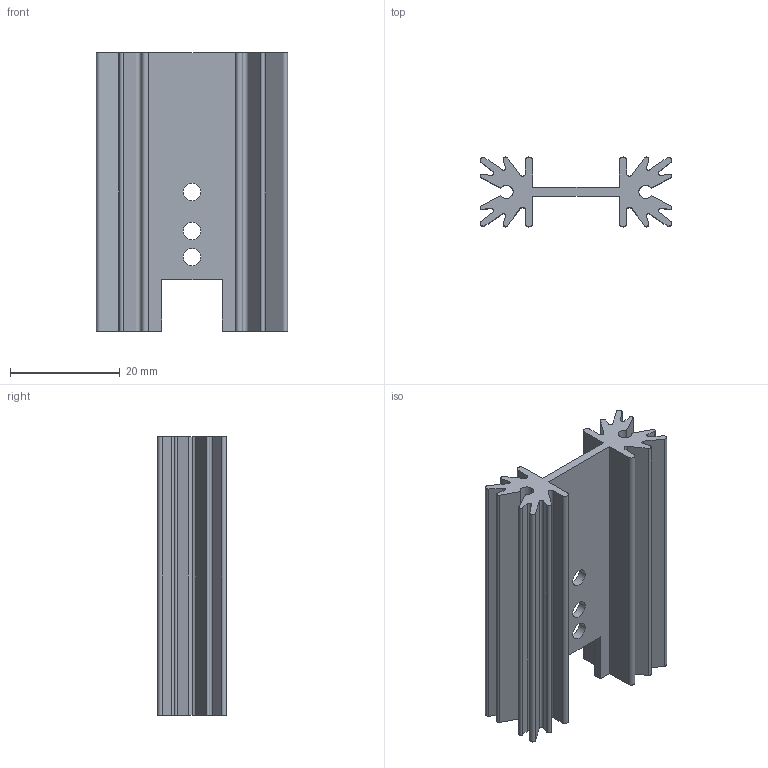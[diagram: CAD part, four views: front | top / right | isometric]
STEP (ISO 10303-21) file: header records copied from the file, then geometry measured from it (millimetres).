
FILE_DESCRIPTION(('FreeCAD Model'),'2;1');
FILE_NAME('Open CASCADE Shape Model','2025-06-11T18:09:03',( 'kicad StepUp'),('ksu MCAD'),'Open CASCADE STEP processor 7.7', 'FreeCAD','Unknown');
FILE_SCHEMA(('AUTOMOTIVE_DESIGN { 1 0 10303 214 1 1 1 1 }'));
Length unit declared in the file: millimetre
Products named in the file (1): Heatsink_AAVID_Extruded_531202B00000G_34.9x12.7mm_H50.8mm
Bounding box: 34.92 x 12.7 x 50.8 mm (x, y, z)
Volume: 8354.1 mm3; surface area: 9280 mm2
Topology: 1 solids, 1 shells, 75 faces, 219 edges, 146 vertices
Faces by surface type: plane 40, cylinder 35
Full cylindrical faces by diameter (mm): 3.18 x3
Entity records: 2537 total; most frequent: CARTESIAN_POINT 441, DIRECTION 441, ORIENTED_EDGE 438, EDGE_CURVE 219, LINE 149, VECTOR 149, AXIS2_PLACEMENT_3D 146, VERTEX_POINT 146
